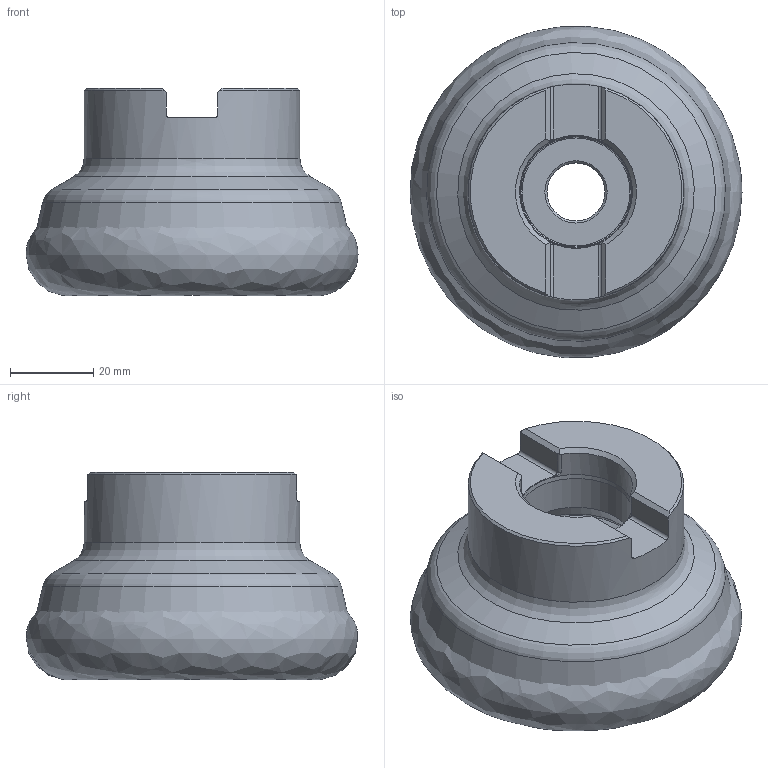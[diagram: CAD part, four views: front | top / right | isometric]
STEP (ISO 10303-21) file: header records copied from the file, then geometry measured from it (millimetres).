
FILE_DESCRIPTION(/* description */ (''),/* implementation_level */ '2;1');
FILE_NAME(/* name */ '80A04R_SMORC20_C_115010131ndi000_00_SIM.stp',/* time_stamp */ '2019-12-17T13:17:00+01:00',/* author */ (''),/* organization */ (''),/* preprocessor_version */ 'ST-DEVELOPER v16.7',/* originating_system */ 'SIEMENS PLM Software NX 12.0',/* authorisation */ '');
FILE_SCHEMA (('AUTOMOTIVE_DESIGN { 1 0 10303 214 3 1 1 1 }'));
Length unit declared in the file: millimetre
Products named in the file (1): pp07158C3AB6n8z2
Bounding box: 79.99 x 79.77 x 49.99 mm (x, y, z)
Volume: 183902.5 mm3; surface area: 31241 mm2
Topology: 2 solids, 2 shells, 61 faces, 148 edges, 91 vertices
Faces by surface type: cylinder 19, plane 16, torus 13, cone 12, bspline 1
Full cylindrical faces by diameter (mm): 14 x1, 22.1 x1, 27.006 x1, 27.2 x1, 52 x1
Entity records: 6928 total; most frequent: CARTESIAN_POINT 5599, DIRECTION 272, ORIENTED_EDGE 238, AXIS2_PLACEMENT_3D 120, EDGE_CURVE 119, EDGE_LOOP 86, VERTEX_POINT 86, ADVANCED_FACE 61
